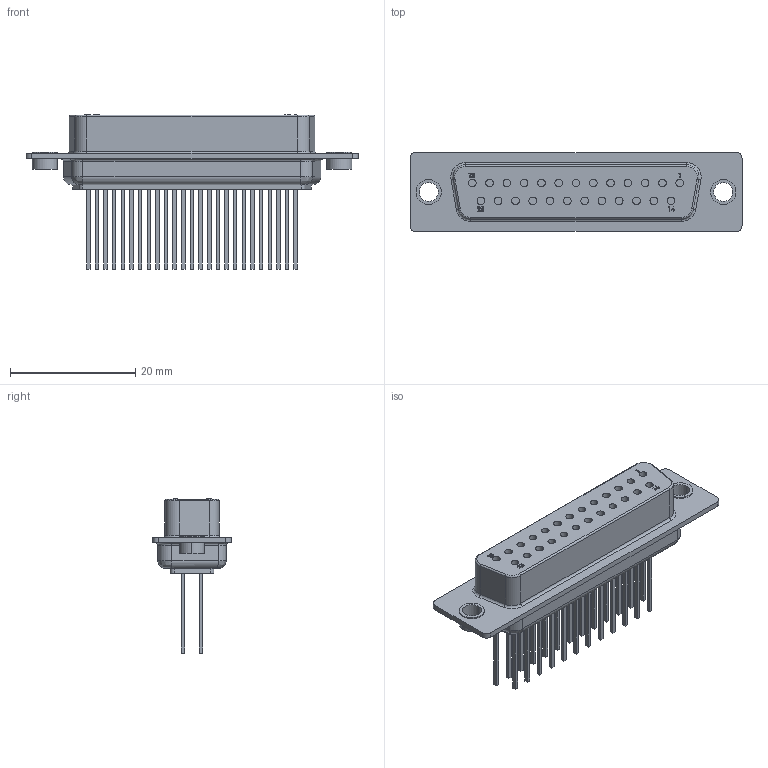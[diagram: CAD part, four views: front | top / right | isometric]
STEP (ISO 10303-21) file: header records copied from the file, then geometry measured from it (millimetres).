
FILE_DESCRIPTION((''),'2;1');
FILE_NAME('NORCOMP_172-025-242R011.stp','2013-06-13T16:07:48',(''),(''),'Mechanical Desktop 2011','Mechanical Desktop 2011',', , ');
FILE_SCHEMA(('AUTOMOTIVE_DESIGN { 1 2 10303 214 1 1 1 1 }'));
Length unit declared in the file: millimetre
Products named in the file (1): Product
Bounding box: 53.01 x 12.6 x 24.6 mm (x, y, z)
Volume: 4459.2 mm3; surface area: 5964.1 mm2
Topology: 37 solids, 37 shells, 393 faces, 911 edges, 594 vertices
Faces by surface type: plane 249, cylinder 128, bspline 12, torus 4
Entity records: 11633 total; most frequent: CARTESIAN_POINT 2323, DIRECTION 1935, ORIENTED_EDGE 1822, EDGE_CURVE 911, AXIS2_PLACEMENT_3D 646, VECTOR 643, LINE 643, VERTEX_POINT 594
